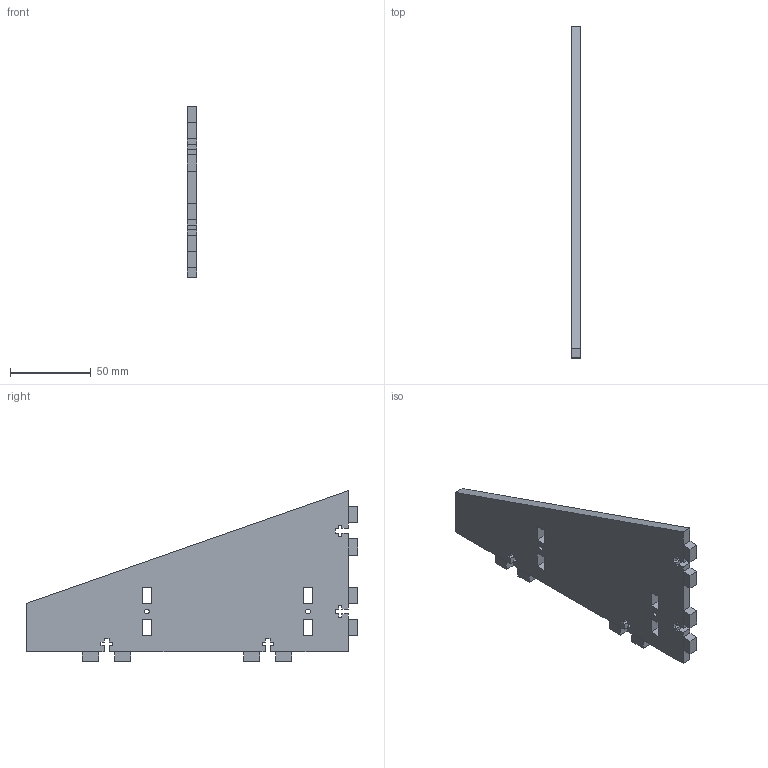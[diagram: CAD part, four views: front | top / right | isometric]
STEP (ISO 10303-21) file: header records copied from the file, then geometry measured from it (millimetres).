
FILE_DESCRIPTION(('FreeCAD Model'),'2;1');
FILE_NAME('plate5.step','2013-12-31T01:21:19', ('FreeCAD'),('FreeCAD'),'Open CASCADE STEP processor 6.5','FreeCAD', 'Unknown');
FILE_SCHEMA(('AUTOMOTIVE_DESIGN_CC2 { 1 2 10303 214 -1 1 5 4 }'));
Length unit declared in the file: millimetre
Products named in the file (1): LinearPattern004
Bounding box: 6 x 206 x 106 mm (x, y, z)
Volume: 78587.2 mm3; surface area: 31480.2 mm2
Topology: 1 solids, 1 shells, 120 faces, 322 edges, 204 vertices
Faces by surface type: plane 118, cylinder 2
Full cylindrical faces by diameter (mm): 3 x2
Entity records: 7877 total; most frequent: CARTESIAN_POINT 1315, DIRECTION 1208, LINE 958, VECTOR 958, ORIENTED_EDGE 644, PCURVE 644, DEFINITIONAL_REPRESENTATION 644, EDGE_CURVE 322
